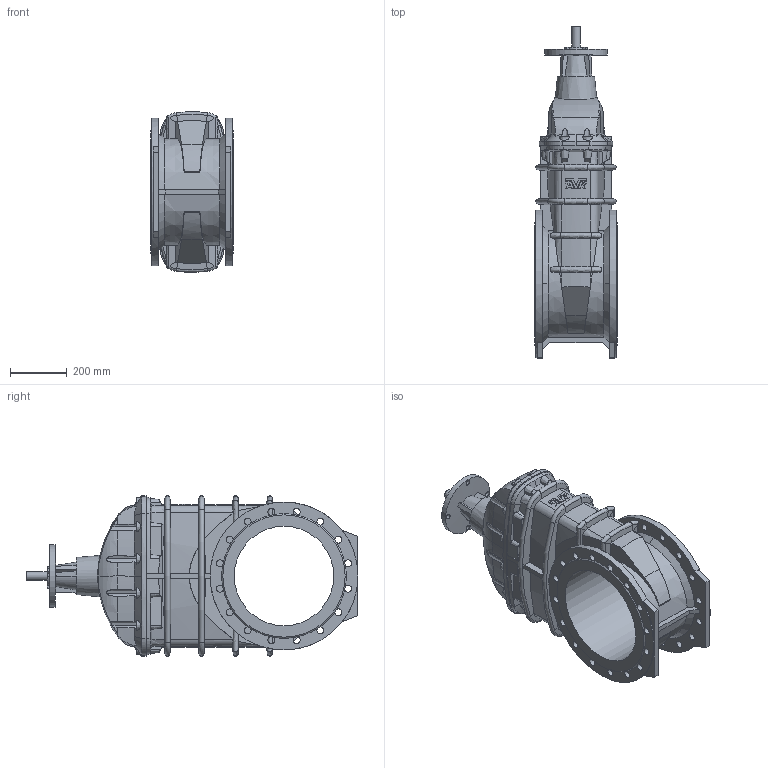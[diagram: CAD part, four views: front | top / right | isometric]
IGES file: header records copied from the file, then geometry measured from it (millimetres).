
Start section: SolidWorks IGES file using analytic representation for surfaces
Global section: file name: O_15_40_DN350_00_iges.IGS; native system: SolidWorks 2012; preprocessor: SolidWorks 2012; author: aran; date: 150611.144654; units: millimetre
Bounding box: 290 x 1167 x 564 mm (x, y, z)
Surface area: 2274021.4 mm2 (no closed solid volume)
Topology: 0 solids, 0 shells, 535 faces, 3166 edges, 3115 vertices
Faces by surface type: revolution 300, bspline 235
